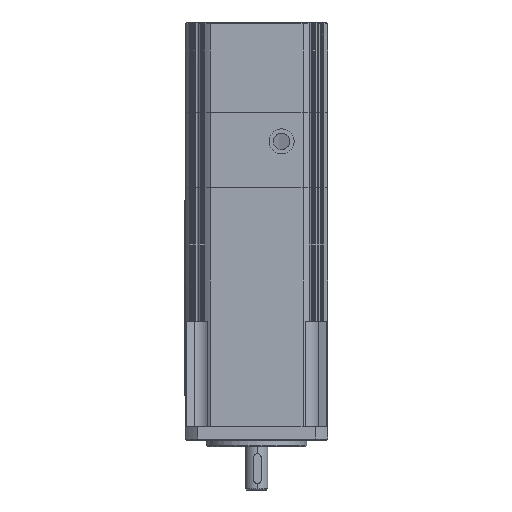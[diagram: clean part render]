
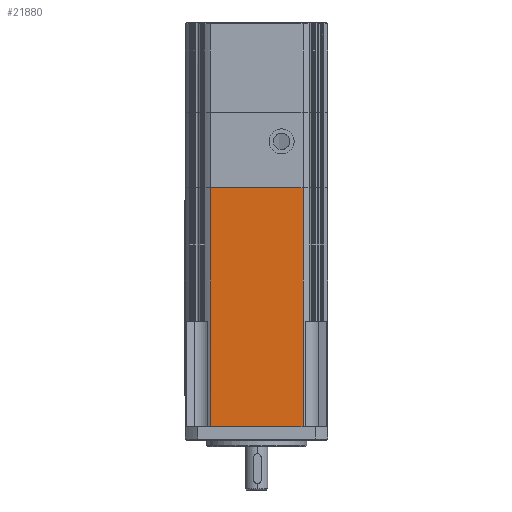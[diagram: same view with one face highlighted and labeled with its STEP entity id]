
A CAD part, front view. The second image highlights one B-rep face of the part: STEP entity #21880.
In plain terms, the highlighted planar face has unit normal (0, -1, 0).
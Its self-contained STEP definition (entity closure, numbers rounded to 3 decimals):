
#21841=CARTESIAN_POINT('',(0.,-28.5,0.0));
#21842=DIRECTION('',(0.0,-1.0,0.0));
#21843=DIRECTION('',(0.0,0.0,-1.0));
#21844=AXIS2_PLACEMENT_3D('',#21841,#21842,#21843);
#21845=PLANE('',#21844);
#21846=CARTESIAN_POINT('',(18.54,-28.5,95.5));
#21847=VERTEX_POINT('',#21846);
#21848=CARTESIAN_POINT('',(-18.54,-28.5,95.5));
#21849=VERTEX_POINT('',#21848);
#21850=CARTESIAN_POINT('',(18.54,-28.5,95.5));
#21851=DIRECTION('',(-1.0,0.0,0.0));
#21852=VECTOR('',#21851,37.081);
#21853=LINE('',#21850,#21852);
#21854=EDGE_CURVE('',#21847,#21849,#21853,.T.);
#21855=ORIENTED_EDGE('',*,*,#21854,.T.);
#21856=CARTESIAN_POINT('',(-18.54,-28.5,0.0));
#21857=VERTEX_POINT('',#21856);
#21858=CARTESIAN_POINT('',(-18.54,-28.5,0.0));
#21859=DIRECTION('',(0.0,0.0,1.0));
#21860=VECTOR('',#21859,95.5);
#21861=LINE('',#21858,#21860);
#21862=EDGE_CURVE('',#21857,#21849,#21861,.T.);
#21863=ORIENTED_EDGE('',*,*,#21862,.F.);
#21864=CARTESIAN_POINT('',(18.54,-28.5,0.0));
#21865=VERTEX_POINT('',#21864);
#21866=CARTESIAN_POINT('',(18.54,-28.5,0.0));
#21867=DIRECTION('',(-1.0,0.0,0.0));
#21868=VECTOR('',#21867,37.081);
#21869=LINE('',#21866,#21868);
#21870=EDGE_CURVE('',#21865,#21857,#21869,.T.);
#21871=ORIENTED_EDGE('',*,*,#21870,.F.);
#21872=CARTESIAN_POINT('',(18.54,-28.5,0.0));
#21873=DIRECTION('',(0.0,0.0,1.0));
#21874=VECTOR('',#21873,95.5);
#21875=LINE('',#21872,#21874);
#21876=EDGE_CURVE('',#21865,#21847,#21875,.T.);
#21877=ORIENTED_EDGE('',*,*,#21876,.T.);
#21878=EDGE_LOOP('',(#21855,#21863,#21871,#21877));
#21879=FACE_OUTER_BOUND('',#21878,.T.);
#21880=ADVANCED_FACE('',(#21879),#21845,.T.);
